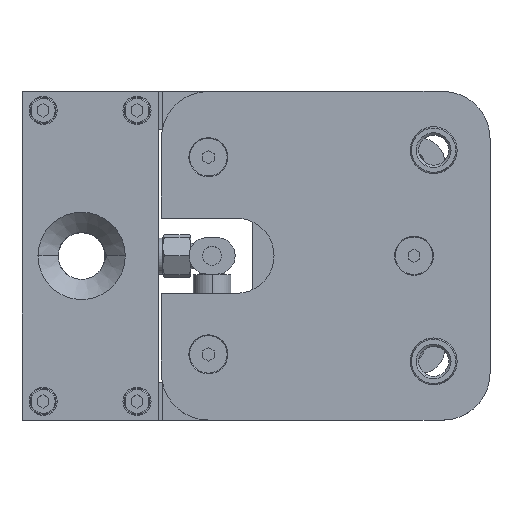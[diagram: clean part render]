
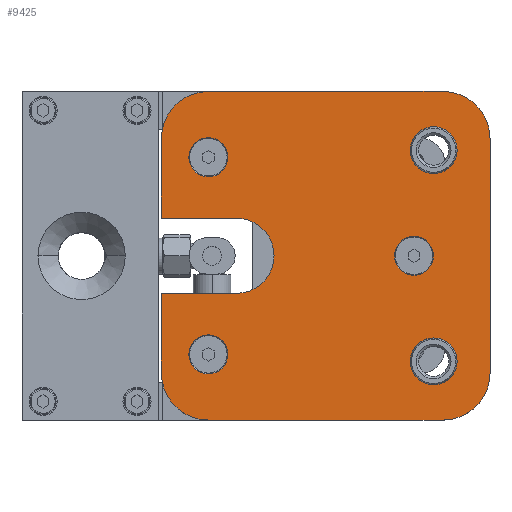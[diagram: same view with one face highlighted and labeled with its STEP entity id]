
A CAD part, top view. The second image highlights one B-rep face of the part: STEP entity #9425.
In plain terms, the highlighted planar face has unit normal (0, 0, 1).
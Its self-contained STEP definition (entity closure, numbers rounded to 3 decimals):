
#1417=CARTESIAN_POINT('',(27.,25.,35.));
#1418=DIRECTION('',(0.,0.,1.));
#1419=DIRECTION('',(0.,1.,0.));
#1420=AXIS2_PLACEMENT_3D('',#1417,#1418,#1419);
#1422=DIRECTION('',(-1.,0.,0.));
#1423=VECTOR('',#1422,50.);
#1424=CARTESIAN_POINT('',(77.,35.,35.));
#1425=LINE('',#1424,#1423);
#1426=CARTESIAN_POINT('',(77.,25.,35.));
#1427=DIRECTION('',(0.,0.,1.));
#1428=DIRECTION('',(1.,0.,0.));
#1429=AXIS2_PLACEMENT_3D('',#1426,#1427,#1428);
#1431=DIRECTION('',(0.,1.,0.));
#1432=VECTOR('',#1431,50.);
#1433=CARTESIAN_POINT('',(87.,-25.,35.));
#1434=LINE('',#1433,#1432);
#1435=CARTESIAN_POINT('',(77.,-25.,35.));
#1436=DIRECTION('',(0.,0.,1.));
#1437=DIRECTION('',(0.,-1.,0.));
#1438=AXIS2_PLACEMENT_3D('',#1435,#1436,#1437);
#1440=DIRECTION('',(1.,0.,0.));
#1441=VECTOR('',#1440,50.);
#1442=CARTESIAN_POINT('',(27.,-35.,35.));
#1443=LINE('',#1442,#1441);
#1444=CARTESIAN_POINT('',(27.,-25.,35.));
#1445=DIRECTION('',(0.,0.,1.));
#1446=DIRECTION('',(-1.,0.,0.));
#1447=AXIS2_PLACEMENT_3D('',#1444,#1445,#1446);
#1449=DIRECTION('',(0.,-1.,0.));
#1450=VECTOR('',#1449,17.);
#1451=CARTESIAN_POINT('',(17.,-8.,35.));
#1452=LINE('',#1451,#1450);
#1453=DIRECTION('',(-1.,0.,0.));
#1454=VECTOR('',#1453,16.);
#1455=CARTESIAN_POINT('',(33.,-8.,35.));
#1456=LINE('',#1455,#1454);
#1457=CARTESIAN_POINT('',(33.,0.,35.));
#1458=DIRECTION('',(0.,0.,-1.));
#1459=DIRECTION('',(0.,1.,0.));
#1460=AXIS2_PLACEMENT_3D('',#1457,#1458,#1459);
#1462=DIRECTION('',(1.,0.,0.));
#1463=VECTOR('',#1462,16.);
#1464=CARTESIAN_POINT('',(17.,8.,35.));
#1465=LINE('',#1464,#1463);
#1466=DIRECTION('',(0.,-1.,0.));
#1467=VECTOR('',#1466,17.);
#1468=CARTESIAN_POINT('',(17.,25.,35.));
#1469=LINE('',#1468,#1467);
#1470=CARTESIAN_POINT('',(75.,22.5,35.));
#1471=DIRECTION('',(0.,0.,-1.));
#1472=DIRECTION('',(1.,0.,0.));
#1473=AXIS2_PLACEMENT_3D('',#1470,#1471,#1472);
#1475=CARTESIAN_POINT('',(75.,22.5,35.));
#1476=DIRECTION('',(0.,0.,-1.));
#1477=DIRECTION('',(-1.,0.,0.));
#1478=AXIS2_PLACEMENT_3D('',#1475,#1476,#1477);
#1480=CARTESIAN_POINT('',(75.,-22.5,35.));
#1481=DIRECTION('',(0.,0.,-1.));
#1482=DIRECTION('',(1.,0.,0.));
#1483=AXIS2_PLACEMENT_3D('',#1480,#1481,#1482);
#1485=CARTESIAN_POINT('',(75.,-22.5,35.));
#1486=DIRECTION('',(0.,0.,-1.));
#1487=DIRECTION('',(-1.,0.,0.));
#1488=AXIS2_PLACEMENT_3D('',#1485,#1486,#1487);
#1490=CARTESIAN_POINT('',(70.8,0.,35.));
#1491=DIRECTION('',(0.,0.,1.));
#1492=DIRECTION('',(-1.,0.,0.));
#1493=AXIS2_PLACEMENT_3D('',#1490,#1491,#1492);
#1495=CARTESIAN_POINT('',(70.8,0.,35.));
#1496=DIRECTION('',(0.,0.,1.));
#1497=DIRECTION('',(1.,0.,0.));
#1498=AXIS2_PLACEMENT_3D('',#1495,#1496,#1497);
#1500=CARTESIAN_POINT('',(27.,21.,35.));
#1501=DIRECTION('',(0.,0.,1.));
#1502=DIRECTION('',(-1.,0.,0.));
#1503=AXIS2_PLACEMENT_3D('',#1500,#1501,#1502);
#1505=CARTESIAN_POINT('',(27.,21.,35.));
#1506=DIRECTION('',(0.,0.,1.));
#1507=DIRECTION('',(1.,0.,0.));
#1508=AXIS2_PLACEMENT_3D('',#1505,#1506,#1507);
#1510=CARTESIAN_POINT('',(27.,-21.,35.));
#1511=DIRECTION('',(0.,0.,1.));
#1512=DIRECTION('',(-1.,0.,0.));
#1513=AXIS2_PLACEMENT_3D('',#1510,#1511,#1512);
#1515=CARTESIAN_POINT('',(27.,-21.,35.));
#1516=DIRECTION('',(0.,0.,1.));
#1517=DIRECTION('',(1.,0.,0.));
#1518=AXIS2_PLACEMENT_3D('',#1515,#1516,#1517);
#7142=CARTESIAN_POINT('',(80.,22.5,35.));
#7143=CARTESIAN_POINT('',(70.,22.5,35.));
#7144=VERTEX_POINT('',#7142);
#7145=VERTEX_POINT('',#7143);
#7146=CARTESIAN_POINT('',(80.,-22.5,35.));
#7147=CARTESIAN_POINT('',(70.,-22.5,35.));
#7148=VERTEX_POINT('',#7146);
#7149=VERTEX_POINT('',#7147);
#7154=CARTESIAN_POINT('',(66.65,0.,35.));
#7155=CARTESIAN_POINT('',(74.95,0.,35.));
#7156=VERTEX_POINT('',#7154);
#7157=VERTEX_POINT('',#7155);
#7162=CARTESIAN_POINT('',(22.85,21.,35.));
#7163=CARTESIAN_POINT('',(31.15,21.,35.));
#7164=VERTEX_POINT('',#7162);
#7165=VERTEX_POINT('',#7163);
#7170=CARTESIAN_POINT('',(22.85,-21.,35.));
#7171=CARTESIAN_POINT('',(31.15,-21.,35.));
#7172=VERTEX_POINT('',#7170);
#7173=VERTEX_POINT('',#7171);
#7174=CARTESIAN_POINT('',(17.,8.,35.));
#7175=CARTESIAN_POINT('',(33.,8.,35.));
#7176=VERTEX_POINT('',#7174);
#7177=VERTEX_POINT('',#7175);
#7178=CARTESIAN_POINT('',(33.,-8.,35.));
#7179=VERTEX_POINT('',#7178);
#7180=CARTESIAN_POINT('',(17.,-8.,35.));
#7181=VERTEX_POINT('',#7180);
#7194=CARTESIAN_POINT('',(27.,35.,35.));
#7195=VERTEX_POINT('',#7194);
#7196=CARTESIAN_POINT('',(17.,25.,35.));
#7197=VERTEX_POINT('',#7196);
#7202=CARTESIAN_POINT('',(87.,25.,35.));
#7203=VERTEX_POINT('',#7202);
#7204=CARTESIAN_POINT('',(77.,35.,35.));
#7205=VERTEX_POINT('',#7204);
#7210=CARTESIAN_POINT('',(77.,-35.,35.));
#7211=VERTEX_POINT('',#7210);
#7212=CARTESIAN_POINT('',(87.,-25.,35.));
#7213=VERTEX_POINT('',#7212);
#7218=CARTESIAN_POINT('',(17.,-25.,35.));
#7219=VERTEX_POINT('',#7218);
#7220=CARTESIAN_POINT('',(27.,-35.,35.));
#7221=VERTEX_POINT('',#7220);
#9373=CARTESIAN_POINT('',(0.,0.,35.));
#9374=DIRECTION('',(0.,0.,1.));
#9375=DIRECTION('',(1.,0.,0.));
#9376=AXIS2_PLACEMENT_3D('',#9373,#9374,#9375);
#9377=PLANE('',#9376);
#9378=ORIENTED_EDGE('',*,*,#9254,.F.);
#9379=ORIENTED_EDGE('',*,*,#9270,.F.);
#9380=ORIENTED_EDGE('',*,*,#9283,.F.);
#9381=ORIENTED_EDGE('',*,*,#9298,.F.);
#9382=ORIENTED_EDGE('',*,*,#9311,.F.);
#9383=ORIENTED_EDGE('',*,*,#9326,.F.);
#9384=ORIENTED_EDGE('',*,*,#9339,.F.);
#9385=ORIENTED_EDGE('',*,*,#9354,.F.);
#9386=ORIENTED_EDGE('',*,*,#9364,.F.);
#9388=ORIENTED_EDGE('',*,*,#9387,.F.);
#9390=ORIENTED_EDGE('',*,*,#9389,.F.);
#9392=ORIENTED_EDGE('',*,*,#9391,.F.);
#9393=EDGE_LOOP('',(#9378,#9379,#9380,#9381,#9382,#9383,#9384,#9385,#9386,#9388,
#9390,#9392));
#9394=FACE_OUTER_BOUND('',#9393,.F.);
#9396=ORIENTED_EDGE('',*,*,#9395,.F.);
#9398=ORIENTED_EDGE('',*,*,#9397,.F.);
#9399=EDGE_LOOP('',(#9396,#9398));
#9400=FACE_BOUND('',#9399,.F.);
#9402=ORIENTED_EDGE('',*,*,#9401,.F.);
#9404=ORIENTED_EDGE('',*,*,#9403,.F.);
#9405=EDGE_LOOP('',(#9402,#9404));
#9406=FACE_BOUND('',#9405,.F.);
#9408=ORIENTED_EDGE('',*,*,#9407,.T.);
#9410=ORIENTED_EDGE('',*,*,#9409,.T.);
#9411=EDGE_LOOP('',(#9408,#9410));
#9412=FACE_BOUND('',#9411,.F.);
#9414=ORIENTED_EDGE('',*,*,#9413,.T.);
#9416=ORIENTED_EDGE('',*,*,#9415,.T.);
#9417=EDGE_LOOP('',(#9414,#9416));
#9418=FACE_BOUND('',#9417,.F.);
#9420=ORIENTED_EDGE('',*,*,#9419,.T.);
#9422=ORIENTED_EDGE('',*,*,#9421,.T.);
#9423=EDGE_LOOP('',(#9420,#9422));
#9424=FACE_BOUND('',#9423,.F.);
#9425=ADVANCED_FACE('',(#9394,#9400,#9406,#9412,#9418,#9424),#9377,.T.);
#1421=CIRCLE('',#1420,10.);
#1430=CIRCLE('',#1429,10.);
#1439=CIRCLE('',#1438,10.);
#1448=CIRCLE('',#1447,10.);
#1461=CIRCLE('',#1460,8.);
#1474=CIRCLE('',#1473,5.);
#1479=CIRCLE('',#1478,5.);
#1484=CIRCLE('',#1483,5.);
#1489=CIRCLE('',#1488,5.);
#1494=CIRCLE('',#1493,4.15);
#1499=CIRCLE('',#1498,4.15);
#1504=CIRCLE('',#1503,4.15);
#1509=CIRCLE('',#1508,4.15);
#1514=CIRCLE('',#1513,4.15);
#1519=CIRCLE('',#1518,4.15);
#9254=EDGE_CURVE('',#7195,#7197,#1421,.T.);
#9270=EDGE_CURVE('',#7205,#7195,#1425,.T.);
#9283=EDGE_CURVE('',#7203,#7205,#1430,.T.);
#9298=EDGE_CURVE('',#7213,#7203,#1434,.T.);
#9311=EDGE_CURVE('',#7211,#7213,#1439,.T.);
#9326=EDGE_CURVE('',#7221,#7211,#1443,.T.);
#9339=EDGE_CURVE('',#7219,#7221,#1448,.T.);
#9354=EDGE_CURVE('',#7181,#7219,#1452,.T.);
#9364=EDGE_CURVE('',#7179,#7181,#1456,.T.);
#9387=EDGE_CURVE('',#7177,#7179,#1461,.T.);
#9389=EDGE_CURVE('',#7176,#7177,#1465,.T.);
#9391=EDGE_CURVE('',#7197,#7176,#1469,.T.);
#9395=EDGE_CURVE('',#7144,#7145,#1474,.T.);
#9397=EDGE_CURVE('',#7145,#7144,#1479,.T.);
#9401=EDGE_CURVE('',#7148,#7149,#1484,.T.);
#9403=EDGE_CURVE('',#7149,#7148,#1489,.T.);
#9407=EDGE_CURVE('',#7156,#7157,#1494,.T.);
#9409=EDGE_CURVE('',#7157,#7156,#1499,.T.);
#9413=EDGE_CURVE('',#7164,#7165,#1504,.T.);
#9415=EDGE_CURVE('',#7165,#7164,#1509,.T.);
#9419=EDGE_CURVE('',#7172,#7173,#1514,.T.);
#9421=EDGE_CURVE('',#7173,#7172,#1519,.T.);
